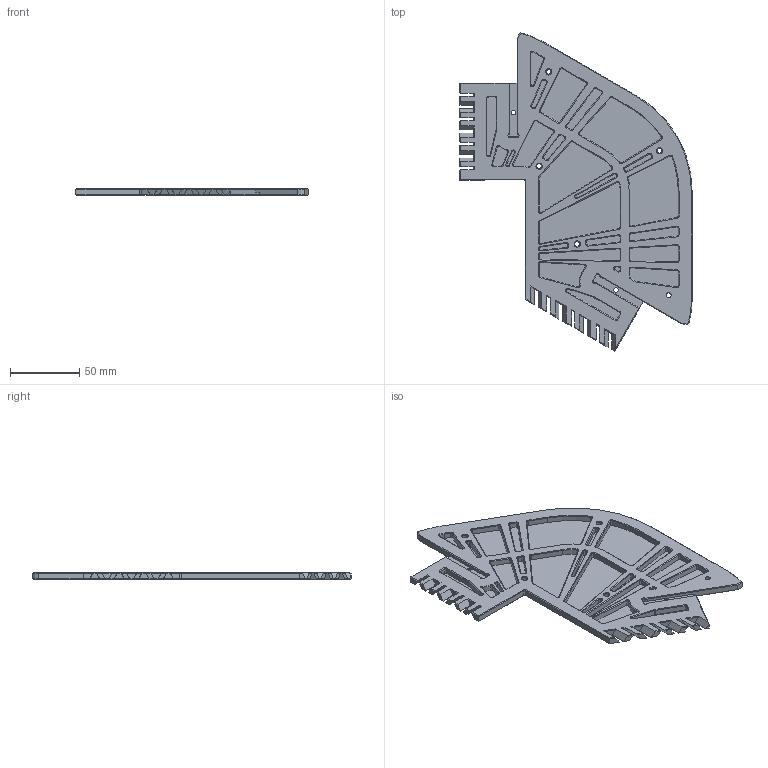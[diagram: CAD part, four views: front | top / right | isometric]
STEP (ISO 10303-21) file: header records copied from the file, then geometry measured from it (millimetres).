
FILE_DESCRIPTION (( 'STEP AP214' ), '1' );
FILE_NAME ('frame_bottom_left.STEP', '2023-05-01T22:42:01', ( '' ), ( '' ), 'SwSTEP 2.0', 'SolidWorks 2021', '' );
FILE_SCHEMA (( 'AUTOMOTIVE_DESIGN' ));
Length unit declared in the file: millimetre
Products named in the file (1): frame_bottom_left
Bounding box: 167.78 x 230.07 x 5 mm (x, y, z)
Volume: 71967.6 mm3; surface area: 60790.3 mm2
Topology: 1 solids, 1 shells, 818 faces, 2057 edges, 1281 vertices
Faces by surface type: plane 435, cone 173, cylinder 165, bspline 45
Entity records: 26446 total; most frequent: CARTESIAN_POINT 6780, ORIENTED_EDGE 4114, DIRECTION 4012, EDGE_CURVE 2057, VECTOR 1442, LINE 1442, AXIS2_PLACEMENT_3D 1285, VERTEX_POINT 1281
